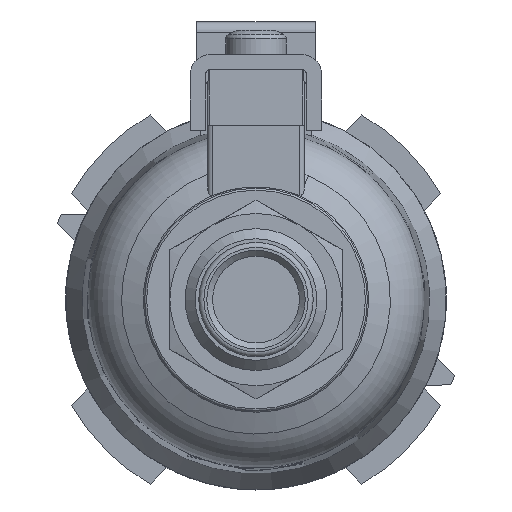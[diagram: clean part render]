
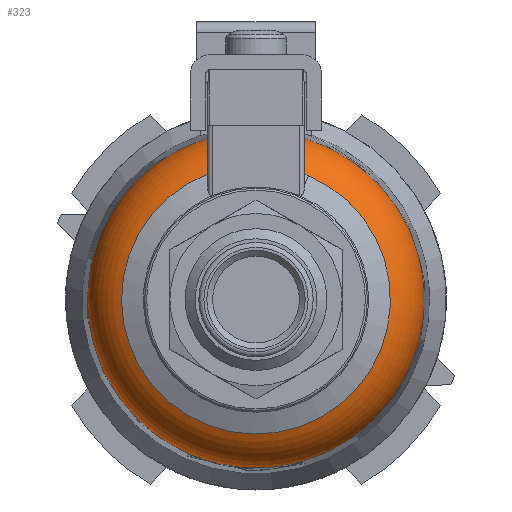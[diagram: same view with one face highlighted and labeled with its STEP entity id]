
A CAD part, front view. The second image highlights one B-rep face of the part: STEP entity #323.
In plain terms, the highlighted toroidal (fillet/blend) face has major radius 10.621 mm and minor radius 6 mm.
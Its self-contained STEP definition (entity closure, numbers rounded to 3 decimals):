
#323 = ADVANCED_FACE( '', ( #701 ), #702, .T. );
#701 = FACE_OUTER_BOUND( '', #1288, .T. );
#702 = TOROIDAL_SURFACE( '', #1289, 10.621, 6. );
#1288 = EDGE_LOOP( '', ( #2337, #2338, #2339, #2340 ) );
#1289 = AXIS2_PLACEMENT_3D( '', #2341, #2342, #2343 );
#2337 = ORIENTED_EDGE( '', *, *, #3892, .T. );
#2338 = ORIENTED_EDGE( '', *, *, #3871, .T. );
#2339 = ORIENTED_EDGE( '', *, *, #3881, .F. );
#2340 = ORIENTED_EDGE( '', *, *, #3890, .T. );
#2341 = CARTESIAN_POINT( '', ( 0., 17.638, 0. ) );
#2342 = DIRECTION( '', ( 0., -1., 0. ) );
#2343 = DIRECTION( '', ( 0., 0., -1. ) );
#3871 = EDGE_CURVE( '', #4531, #4532, #4533, .T. );
#3881 = EDGE_CURVE( '', #4549, #4532, #4551, .T. );
#3890 = EDGE_CURVE( '', #4549, #4565, #4567, .T. );
#3892 = EDGE_CURVE( '', #4565, #4531, #4569, .T. );
#4531 = VERTEX_POINT( '', #5638 );
#4532 = VERTEX_POINT( '', #5639 );
#4533 = B_SPLINE_CURVE_WITH_KNOTS( '', 3, ( #5640, #5641, #5642, #5643, #5644, #5645, #5646, #5647, #5648, #5649, #5650, #5651, #5652, #5653 ), .UNSPECIFIED., .F., .F., ( 4, 2, 2, 2, 2, 2, 4 ), ( 0.069, 0.071, 0.072, 0.073, 0.073, 0.074, 0.076 ), .UNSPECIFIED. );
#4549 = VERTEX_POINT( '', #5693 );
#4551 = CIRCLE( '', #5695, 13.276 );
#4565 = VERTEX_POINT( '', #5723 );
#4567 = B_SPLINE_CURVE_WITH_KNOTS( '', 3, ( #5734, #5735, #5736, #5737, #5738, #5739, #5740, #5741, #5742, #5743, #5744, #5745, #5746, #5747, #5748, #5749 ), .UNSPECIFIED., .F., .F., ( 4, 2, 2, 2, 2, 2, 2, 4 ), ( 0.005, 0.007, 0.008, 0.009, 0.009, 0.01, 0.011, 0.012 ), .UNSPECIFIED. );
#4569 = CIRCLE( '', #5752, 16.621 );
#5638 = CARTESIAN_POINT( '', ( 4.8, 17.593, 15.912 ) );
#5639 = CARTESIAN_POINT( '', ( 4.8, 12.257, 12.378 ) );
#5640 = CARTESIAN_POINT( '', ( 4.8, 17.593, 15.912 ) );
#5641 = CARTESIAN_POINT( '', ( 4.8, 17.033, 15.908 ) );
#5642 = CARTESIAN_POINT( '', ( 4.8, 16.464, 15.819 ) );
#5643 = CARTESIAN_POINT( '', ( 4.8, 15.661, 15.57 ) );
#5644 = CARTESIAN_POINT( '', ( 4.8, 15.4, 15.467 ) );
#5645 = CARTESIAN_POINT( '', ( 4.8, 14.89, 15.223 ) );
#5646 = CARTESIAN_POINT( '', ( 4.8, 14.643, 15.082 ) );
#5647 = CARTESIAN_POINT( '', ( 4.8, 14.176, 14.769 ) );
#5648 = CARTESIAN_POINT( '', ( 4.8, 13.955, 14.597 ) );
#5649 = CARTESIAN_POINT( '', ( 4.8, 13.537, 14.221 ) );
#5650 = CARTESIAN_POINT( '', ( 4.8, 13.338, 14.016 ) );
#5651 = CARTESIAN_POINT( '', ( 4.8, 12.794, 13.368 ) );
#5652 = CARTESIAN_POINT( '', ( 4.8, 12.495, 12.893 ) );
#5653 = CARTESIAN_POINT( '', ( 4.8, 12.257, 12.378 ) );
#5693 = CARTESIAN_POINT( '', ( -4.8, 12.257, 12.378 ) );
#5695 = AXIS2_PLACEMENT_3D( '', #7690, #7691, #7692 );
#5723 = CARTESIAN_POINT( '', ( -4.8, 17.593, 15.912 ) );
#5734 = CARTESIAN_POINT( '', ( -4.8, 12.257, 12.378 ) );
#5735 = CARTESIAN_POINT( '', ( -4.8, 12.494, 12.892 ) );
#5736 = CARTESIAN_POINT( '', ( -4.8, 12.792, 13.365 ) );
#5737 = CARTESIAN_POINT( '', ( -4.8, 13.334, 14.011 ) );
#5738 = CARTESIAN_POINT( '', ( -4.8, 13.533, 14.217 ) );
#5739 = CARTESIAN_POINT( '', ( -4.8, 13.952, 14.594 ) );
#5740 = CARTESIAN_POINT( '', ( -4.8, 14.174, 14.767 ) );
#5741 = CARTESIAN_POINT( '', ( -4.8, 14.639, 15.079 ) );
#5742 = CARTESIAN_POINT( '', ( -4.8, 14.883, 15.219 ) );
#5743 = CARTESIAN_POINT( '', ( -4.8, 15.395, 15.465 ) );
#5744 = CARTESIAN_POINT( '', ( -4.8, 15.659, 15.569 ) );
#5745 = CARTESIAN_POINT( '', ( -4.8, 16.195, 15.736 ) );
#5746 = CARTESIAN_POINT( '', ( -4.8, 16.468, 15.799 ) );
#5747 = CARTESIAN_POINT( '', ( -4.8, 17.025, 15.887 ) );
#5748 = CARTESIAN_POINT( '', ( -4.8, 17.311, 15.91 ) );
#5749 = CARTESIAN_POINT( '', ( -4.8, 17.593, 15.912 ) );
#5752 = AXIS2_PLACEMENT_3D( '', #7706, #7707, #7708 );
#7690 = CARTESIAN_POINT( '', ( 0., 12.257, 0. ) );
#7691 = DIRECTION( '', ( 0., -1., 0. ) );
#7692 = DIRECTION( '', ( 0., 0., -1. ) );
#7706 = CARTESIAN_POINT( '', ( 0., 17.593, 0. ) );
#7707 = DIRECTION( '', ( 0., -1., 0. ) );
#7708 = DIRECTION( '', ( 0., 0., -1. ) );
